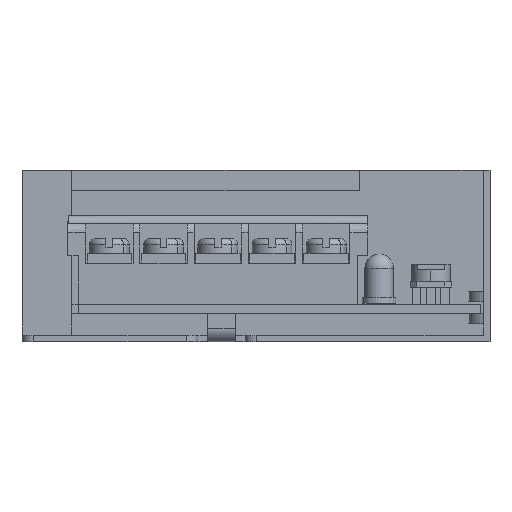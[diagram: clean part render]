
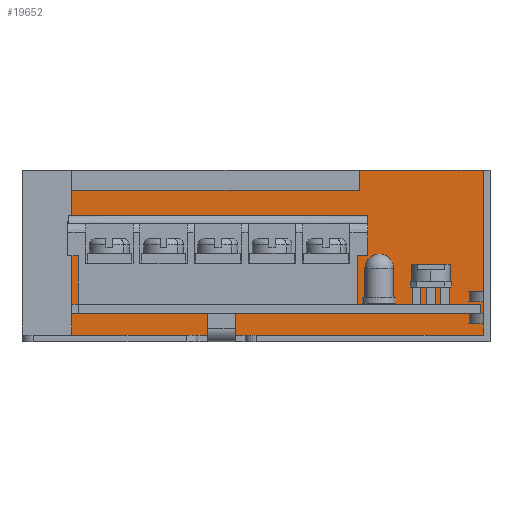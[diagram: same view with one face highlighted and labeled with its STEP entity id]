
A CAD part, front view. The second image highlights one B-rep face of the part: STEP entity #19652.
In plain terms, the highlighted planar face has unit normal (0, -1, 0).
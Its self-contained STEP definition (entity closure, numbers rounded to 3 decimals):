
#19630=AXIS2_PLACEMENT_3D('Plane Axis2P3D',#19627,#19628,#19629) ;
#3521=CARTESIAN_POINT('Vertex',(59.1,18.201,30.1)) ;
#3524=CARTESIAN_POINT('Line Origine',(69.95,18.201,30.1)) ;
#3528=CARTESIAN_POINT('Vertex',(80.8,18.201,30.1)) ;
#11595=CARTESIAN_POINT('Vertex',(80.8,18.201,1.2)) ;
#11598=CARTESIAN_POINT('Line Origine',(44.75,18.201,1.2)) ;
#11602=CARTESIAN_POINT('Vertex',(8.7,18.201,1.2)) ;
#19306=CARTESIAN_POINT('Line Origine',(8.7,18.201,15.35)) ;
#19310=CARTESIAN_POINT('Vertex',(8.7,18.201,29.5)) ;
#19376=CARTESIAN_POINT('Line Origine',(80.8,18.201,15.65)) ;
#19627=CARTESIAN_POINT('Axis2P3D Location',(80.8,18.201,26.6)) ;
#19632=CARTESIAN_POINT('Line Origine',(59.1,18.201,29.8)) ;
#19636=CARTESIAN_POINT('Vertex',(59.1,18.201,29.5)) ;
#19639=CARTESIAN_POINT('Line Origine',(33.9,18.201,29.5)) ;
#3525=DIRECTION('Vector Direction',(1.,0.,0.)) ;
#11599=DIRECTION('Vector Direction',(-1.,0.,0.)) ;
#19307=DIRECTION('Vector Direction',(0.,0.,-1.)) ;
#19377=DIRECTION('Vector Direction',(0.,0.,-1.)) ;
#19628=DIRECTION('Axis2P3D Direction',(0.,1.,0.)) ;
#19629=DIRECTION('Axis2P3D XDirection',(0.,0.,-1.)) ;
#19633=DIRECTION('Vector Direction',(0.,0.,1.)) ;
#19640=DIRECTION('Vector Direction',(-1.,0.,0.)) ;
#3526=VECTOR('Line Direction',#3525,1.) ;
#11600=VECTOR('Line Direction',#11599,1.) ;
#19308=VECTOR('Line Direction',#19307,1.) ;
#19378=VECTOR('Line Direction',#19377,1.) ;
#19634=VECTOR('Line Direction',#19633,1.) ;
#19641=VECTOR('Line Direction',#19640,1.) ;
#19645=ORIENTED_EDGE('',*,*,#19380,.F.) ;
#19646=ORIENTED_EDGE('',*,*,#3530,.F.) ;
#19647=ORIENTED_EDGE('',*,*,#19638,.T.) ;
#19648=ORIENTED_EDGE('',*,*,#19643,.T.) ;
#19649=ORIENTED_EDGE('',*,*,#19312,.T.) ;
#19650=ORIENTED_EDGE('',*,*,#11604,.F.) ;
#19652=ADVANCED_FACE('GEHAEUSE',(#19651),#19631,.F.) ;
#3530=EDGE_CURVE('',#3522,#3529,#3527,.T.) ;
#11604=EDGE_CURVE('',#11596,#11603,#11601,.T.) ;
#19312=EDGE_CURVE('',#19311,#11603,#19309,.T.) ;
#19380=EDGE_CURVE('',#3529,#11596,#19379,.T.) ;
#19638=EDGE_CURVE('',#3522,#19637,#19635,.F.) ;
#19643=EDGE_CURVE('',#19637,#19311,#19642,.T.) ;
#19644=EDGE_LOOP('',(#19645,#19646,#19647,#19648,#19649,#19650)) ;
#19651=FACE_OUTER_BOUND('',#19644,.T.) ;
#3527=LINE('Line',#3524,#3526) ;
#11601=LINE('Line',#11598,#11600) ;
#19309=LINE('Line',#19306,#19308) ;
#19379=LINE('Line',#19376,#19378) ;
#19635=LINE('Line',#19632,#19634) ;
#19642=LINE('Line',#19639,#19641) ;
#19631=PLANE('',#19630) ;
#3522=VERTEX_POINT('',#3521) ;
#3529=VERTEX_POINT('',#3528) ;
#11596=VERTEX_POINT('',#11595) ;
#11603=VERTEX_POINT('',#11602) ;
#19311=VERTEX_POINT('',#19310) ;
#19637=VERTEX_POINT('',#19636) ;
